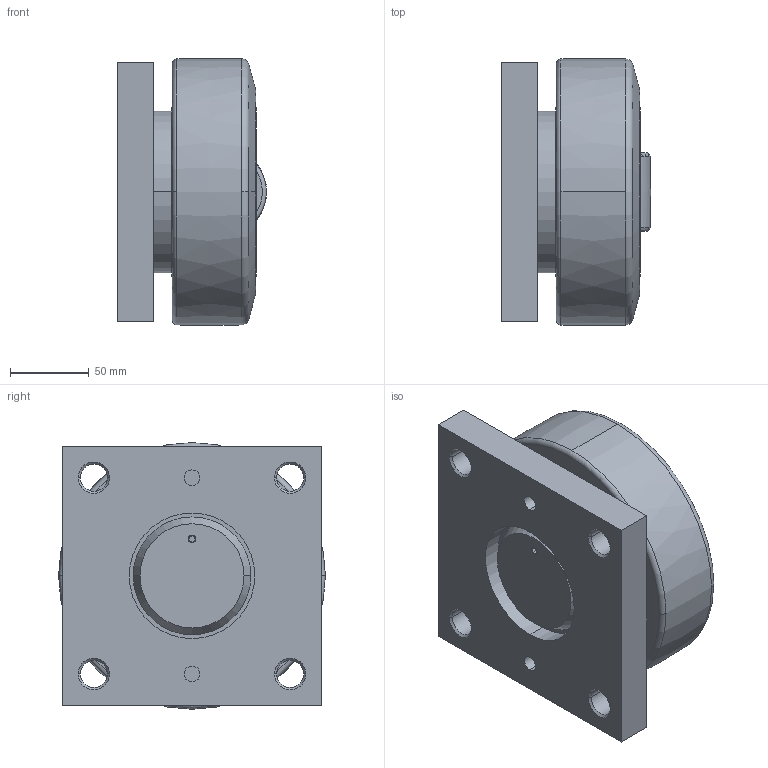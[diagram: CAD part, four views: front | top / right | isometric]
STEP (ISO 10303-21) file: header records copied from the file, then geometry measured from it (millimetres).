
FILE_DESCRIPTION(('STEP AP203'),'1');
FILE_NAME('4_464_ap89-q_7.stp','2024-06-18T13:05:05',('TraceParts'),('TraceParts S.A.'),'Spatial InterOp 3D',' ',' ');
FILE_SCHEMA(('CONFIG_CONTROL_DESIGN'));
Length unit declared in the file: millimetre
Products named in the file (1): 1
Bounding box: 95 x 170 x 169.77 mm (x, y, z)
Volume: 1849353.1 mm3; surface area: 142033.8 mm2
Topology: 2 solids, 2 shells, 114 faces, 273 edges, 172 vertices
Faces by surface type: cylinder 40, plane 35, cone 26, torus 11, bspline 2
Entity records: 3766 total; most frequent: CARTESIAN_POINT 998, DIRECTION 610, ORIENTED_EDGE 534, EDGE_CURVE 267, AXIS2_PLACEMENT_3D 249, VERTEX_POINT 172, EDGE_LOOP 141, CIRCLE 136
